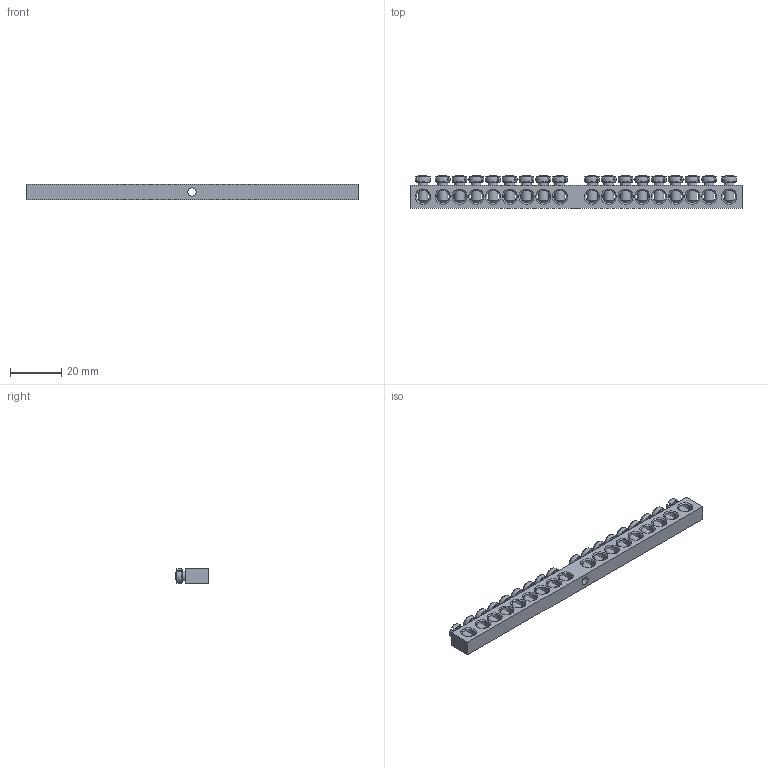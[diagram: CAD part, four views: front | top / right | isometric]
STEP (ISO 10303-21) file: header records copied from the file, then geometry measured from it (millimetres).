
FILE_DESCRIPTION(/* description */ (''),/* implementation_level */ '2;1');
FILE_NAME(/* name */ '6х9-18_1.stp',/* time_stamp */ '2021-04-12T22:40:44+03:00',/* author */ ('Admin'),/* organization */ (''),/* preprocessor_version */ 'ST-DEVELOPER v15.6',/* originating_system */ 'Autodesk Inventor 2015',/* authorisation */ '');
FILE_SCHEMA (('AUTOMOTIVE_DESIGN { 1 0 10303 214 3 1 1 }'));
Length unit declared in the file: millimetre
Products named in the file (3): 6х9-18_1; Винт M4x8; -ноль) X_1
Assembly tree (19 placements, depth 2):
  -ноль) X_1
    6х9-18_1
    Винт M4x8  x18
Bounding box: 129 x 12.65 x 6 mm (x, y, z)
Volume: 6811.5 mm3; surface area: 8684.8 mm2
Topology: 19 solids, 19 shells, 529 faces, 1394 edges, 921 vertices
Faces by surface type: plane 276, cone 90, cylinder 55, torus 54, sphere 36, bspline 18
Full cylindrical faces by diameter (mm): 3.242 x19, 3.9 x18, 5 x18
Entity records: 3793 total; most frequent: CARTESIAN_POINT 1157, DIRECTION 530, ORIENTED_EDGE 368, EDGE_LOOP 255, AXIS2_PLACEMENT_3D 248, EDGE_CURVE 184, VERTEX_POINT 161, FACE_BOUND 151
